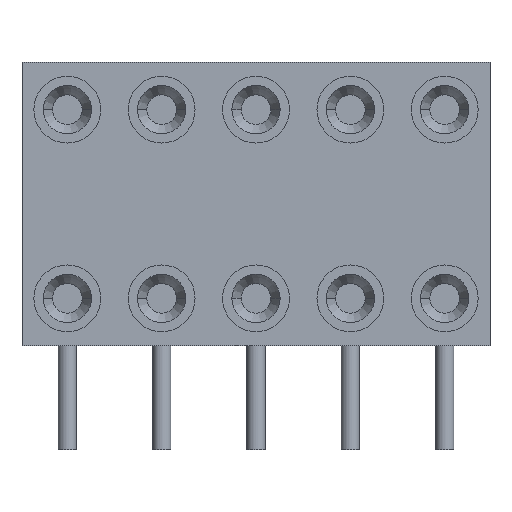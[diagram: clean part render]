
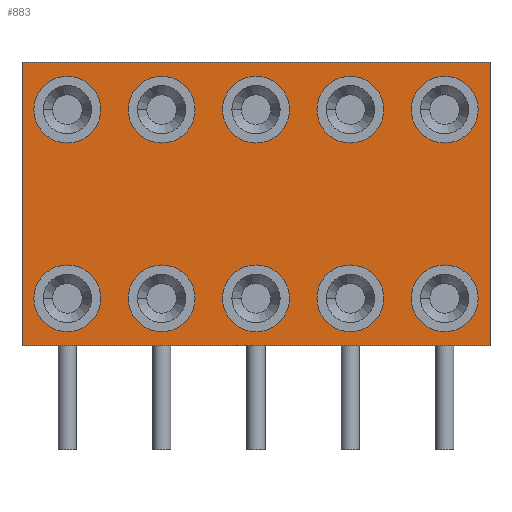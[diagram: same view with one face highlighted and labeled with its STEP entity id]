
A CAD part, left-side view. The second image highlights one B-rep face of the part: STEP entity #883.
In plain terms, the highlighted planar face has unit normal (-1, 0, 0).
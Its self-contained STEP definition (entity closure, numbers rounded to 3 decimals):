
#72=CARTESIAN_POINT('',(-7.34,5.73,6.35));
#73=VERTEX_POINT('',#72);
#89=CARTESIAN_POINT('',(-7.34,4.43,6.35));
#90=VERTEX_POINT('',#89);
#97=CARTESIAN_POINT('',(-7.34,5.08,6.35));
#98=DIRECTION('',(1.0,0.0,0.0));
#99=DIRECTION('',(0.0,1.0,0.0));
#100=AXIS2_PLACEMENT_3D('',#97,#98,#99);
#101=CIRCLE('',#100,0.65);
#102=EDGE_CURVE('',#73,#90,#101,.T.);
#114=CARTESIAN_POINT('',(-7.34,3.19,6.35));
#115=VERTEX_POINT('',#114);
#131=CARTESIAN_POINT('',(-7.34,1.89,6.35));
#132=VERTEX_POINT('',#131);
#139=CARTESIAN_POINT('',(-7.34,2.54,6.35));
#140=DIRECTION('',(-1.0,0.0,0.0));
#141=DIRECTION('',(0.0,1.0,0.0));
#142=AXIS2_PLACEMENT_3D('',#139,#140,#141);
#143=CIRCLE('',#142,0.65);
#144=EDGE_CURVE('',#132,#115,#143,.T.);
#156=CARTESIAN_POINT('',(-7.34,0.65,6.35));
#157=VERTEX_POINT('',#156);
#173=CARTESIAN_POINT('',(-7.34,-0.65,6.35));
#174=VERTEX_POINT('',#173);
#181=CARTESIAN_POINT('',(-7.34,0.,6.35));
#182=DIRECTION('',(-1.0,0.0,0.0));
#183=DIRECTION('',(0.0,1.0,0.0));
#184=AXIS2_PLACEMENT_3D('',#181,#182,#183);
#185=CIRCLE('',#184,0.65);
#186=EDGE_CURVE('',#174,#157,#185,.T.);
#198=CARTESIAN_POINT('',(-7.34,-1.89,6.35));
#199=VERTEX_POINT('',#198);
#215=CARTESIAN_POINT('',(-7.34,-3.19,6.35));
#216=VERTEX_POINT('',#215);
#223=CARTESIAN_POINT('',(-7.34,-2.54,6.35));
#224=DIRECTION('',(-1.0,0.0,0.0));
#225=DIRECTION('',(0.0,1.0,0.0));
#226=AXIS2_PLACEMENT_3D('',#223,#224,#225);
#227=CIRCLE('',#226,0.65);
#228=EDGE_CURVE('',#216,#199,#227,.T.);
#240=CARTESIAN_POINT('',(-7.34,-4.43,6.35));
#241=VERTEX_POINT('',#240);
#257=CARTESIAN_POINT('',(-7.34,-5.73,6.35));
#258=VERTEX_POINT('',#257);
#265=CARTESIAN_POINT('',(-7.34,-5.08,6.35));
#266=DIRECTION('',(-1.0,0.0,0.0));
#267=DIRECTION('',(0.0,1.0,0.0));
#268=AXIS2_PLACEMENT_3D('',#265,#266,#267);
#269=CIRCLE('',#268,0.65);
#270=EDGE_CURVE('',#258,#241,#269,.T.);
#282=CARTESIAN_POINT('',(-7.34,-4.43,1.27));
#283=VERTEX_POINT('',#282);
#299=CARTESIAN_POINT('',(-7.34,-5.73,1.27));
#300=VERTEX_POINT('',#299);
#307=CARTESIAN_POINT('',(-7.34,-5.08,1.27));
#308=DIRECTION('',(-1.0,0.0,0.0));
#309=DIRECTION('',(0.0,1.0,0.0));
#310=AXIS2_PLACEMENT_3D('',#307,#308,#309);
#311=CIRCLE('',#310,0.65);
#312=EDGE_CURVE('',#300,#283,#311,.T.);
#324=CARTESIAN_POINT('',(-7.34,-1.89,1.27));
#325=VERTEX_POINT('',#324);
#341=CARTESIAN_POINT('',(-7.34,-3.19,1.27));
#342=VERTEX_POINT('',#341);
#349=CARTESIAN_POINT('',(-7.34,-2.54,1.27));
#350=DIRECTION('',(-1.0,0.0,0.0));
#351=DIRECTION('',(0.0,1.0,0.0));
#352=AXIS2_PLACEMENT_3D('',#349,#350,#351);
#353=CIRCLE('',#352,0.65);
#354=EDGE_CURVE('',#342,#325,#353,.T.);
#366=CARTESIAN_POINT('',(-7.34,0.65,1.27));
#367=VERTEX_POINT('',#366);
#383=CARTESIAN_POINT('',(-7.34,-0.65,1.27));
#384=VERTEX_POINT('',#383);
#391=CARTESIAN_POINT('',(-7.34,0.,1.27));
#392=DIRECTION('',(-1.0,0.0,0.0));
#393=DIRECTION('',(0.0,1.0,0.0));
#394=AXIS2_PLACEMENT_3D('',#391,#392,#393);
#395=CIRCLE('',#394,0.65);
#396=EDGE_CURVE('',#384,#367,#395,.T.);
#408=CARTESIAN_POINT('',(-7.34,3.19,1.27));
#409=VERTEX_POINT('',#408);
#425=CARTESIAN_POINT('',(-7.34,1.89,1.27));
#426=VERTEX_POINT('',#425);
#433=CARTESIAN_POINT('',(-7.34,2.54,1.27));
#434=DIRECTION('',(-1.0,0.0,0.0));
#435=DIRECTION('',(0.0,1.0,0.0));
#436=AXIS2_PLACEMENT_3D('',#433,#434,#435);
#437=CIRCLE('',#436,0.65);
#438=EDGE_CURVE('',#426,#409,#437,.T.);
#450=CARTESIAN_POINT('',(-7.34,5.73,1.27));
#451=VERTEX_POINT('',#450);
#467=CARTESIAN_POINT('',(-7.34,4.43,1.27));
#468=VERTEX_POINT('',#467);
#475=CARTESIAN_POINT('',(-7.34,5.08,1.27));
#476=DIRECTION('',(-1.0,0.0,0.0));
#477=DIRECTION('',(0.0,1.0,0.0));
#478=AXIS2_PLACEMENT_3D('',#475,#476,#477);
#479=CIRCLE('',#478,0.65);
#480=EDGE_CURVE('',#468,#451,#479,.T.);
#491=CARTESIAN_POINT('',(-7.34,5.08,1.27));
#492=DIRECTION('',(-1.0,0.0,0.0));
#493=DIRECTION('',(0.0,1.0,0.0));
#494=AXIS2_PLACEMENT_3D('',#491,#492,#493);
#495=CIRCLE('',#494,0.65);
#496=EDGE_CURVE('',#451,#468,#495,.T.);
#515=CARTESIAN_POINT('',(-7.34,2.54,1.27));
#516=DIRECTION('',(-1.0,0.0,0.0));
#517=DIRECTION('',(0.0,1.0,0.0));
#518=AXIS2_PLACEMENT_3D('',#515,#516,#517);
#519=CIRCLE('',#518,0.65);
#520=EDGE_CURVE('',#409,#426,#519,.T.);
#539=CARTESIAN_POINT('',(-7.34,0.,1.27));
#540=DIRECTION('',(-1.0,0.0,0.0));
#541=DIRECTION('',(0.0,1.0,0.0));
#542=AXIS2_PLACEMENT_3D('',#539,#540,#541);
#543=CIRCLE('',#542,0.65);
#544=EDGE_CURVE('',#367,#384,#543,.T.);
#563=CARTESIAN_POINT('',(-7.34,-2.54,1.27));
#564=DIRECTION('',(-1.0,0.0,0.0));
#565=DIRECTION('',(0.0,1.0,0.0));
#566=AXIS2_PLACEMENT_3D('',#563,#564,#565);
#567=CIRCLE('',#566,0.65);
#568=EDGE_CURVE('',#325,#342,#567,.T.);
#587=CARTESIAN_POINT('',(-7.34,-5.08,1.27));
#588=DIRECTION('',(-1.0,0.0,0.0));
#589=DIRECTION('',(0.0,1.0,0.0));
#590=AXIS2_PLACEMENT_3D('',#587,#588,#589);
#591=CIRCLE('',#590,0.65);
#592=EDGE_CURVE('',#283,#300,#591,.T.);
#611=CARTESIAN_POINT('',(-7.34,-5.08,6.35));
#612=DIRECTION('',(-1.0,0.0,0.0));
#613=DIRECTION('',(0.0,1.0,0.0));
#614=AXIS2_PLACEMENT_3D('',#611,#612,#613);
#615=CIRCLE('',#614,0.65);
#616=EDGE_CURVE('',#241,#258,#615,.T.);
#635=CARTESIAN_POINT('',(-7.34,-2.54,6.35));
#636=DIRECTION('',(-1.0,0.0,0.0));
#637=DIRECTION('',(0.0,1.0,0.0));
#638=AXIS2_PLACEMENT_3D('',#635,#636,#637);
#639=CIRCLE('',#638,0.65);
#640=EDGE_CURVE('',#199,#216,#639,.T.);
#659=CARTESIAN_POINT('',(-7.34,0.,6.35));
#660=DIRECTION('',(-1.0,0.0,0.0));
#661=DIRECTION('',(0.0,1.0,0.0));
#662=AXIS2_PLACEMENT_3D('',#659,#660,#661);
#663=CIRCLE('',#662,0.65);
#664=EDGE_CURVE('',#157,#174,#663,.T.);
#683=CARTESIAN_POINT('',(-7.34,2.54,6.35));
#684=DIRECTION('',(-1.0,0.0,0.0));
#685=DIRECTION('',(0.0,1.0,0.0));
#686=AXIS2_PLACEMENT_3D('',#683,#684,#685);
#687=CIRCLE('',#686,0.65);
#688=EDGE_CURVE('',#115,#132,#687,.T.);
#707=CARTESIAN_POINT('',(-7.34,5.08,6.35));
#708=DIRECTION('',(1.0,0.0,0.0));
#709=DIRECTION('',(0.0,1.0,0.0));
#710=AXIS2_PLACEMENT_3D('',#707,#708,#709);
#711=CIRCLE('',#710,0.65);
#712=EDGE_CURVE('',#90,#73,#711,.T.);
#730=CARTESIAN_POINT('',(-7.34,6.3,7.62));
#731=VERTEX_POINT('',#730);
#740=CARTESIAN_POINT('',(-7.34,-6.3,7.62));
#741=VERTEX_POINT('',#740);
#742=CARTESIAN_POINT('',(-7.34,6.3,7.62));
#743=DIRECTION('',(0.0,-1.0,0.0));
#744=VECTOR('',#743,12.6);
#745=LINE('',#742,#744);
#746=EDGE_CURVE('',#731,#741,#745,.T.);
#770=CARTESIAN_POINT('',(-7.34,-6.3,0.0));
#771=VERTEX_POINT('',#770);
#780=CARTESIAN_POINT('',(-7.34,6.3,0.0));
#781=VERTEX_POINT('',#780);
#782=CARTESIAN_POINT('',(-7.34,6.3,0.0));
#783=DIRECTION('',(0.0,-1.0,0.0));
#784=VECTOR('',#783,12.6);
#785=LINE('',#782,#784);
#786=EDGE_CURVE('',#781,#771,#785,.T.);
#810=CARTESIAN_POINT('',(-7.34,-6.3,7.62));
#811=DIRECTION('',(0.0,0.0,-1.0));
#812=VECTOR('',#811,7.62);
#813=LINE('',#810,#812);
#814=EDGE_CURVE('',#741,#771,#813,.T.);
#827=CARTESIAN_POINT('',(-7.34,6.014,3.81));
#828=DIRECTION('',(1.0,0.0,0.0));
#829=DIRECTION('',(0.0,1.0,0.0));
#830=AXIS2_PLACEMENT_3D('',#827,#828,#829);
#831=PLANE('',#830);
#832=CARTESIAN_POINT('',(-7.34,6.3,7.62));
#833=DIRECTION('',(0.0,0.0,-1.0));
#834=VECTOR('',#833,7.62);
#835=LINE('',#832,#834);
#836=EDGE_CURVE('',#731,#781,#835,.T.);
#837=ORIENTED_EDGE('',*,*,#836,.T.);
#838=ORIENTED_EDGE('',*,*,#786,.T.);
#839=ORIENTED_EDGE('',*,*,#814,.F.);
#840=ORIENTED_EDGE('',*,*,#746,.F.);
#841=EDGE_LOOP('',(#837,#838,#839,#840));
#842=FACE_OUTER_BOUND('',#841,.T.);
#843=ORIENTED_EDGE('',*,*,#438,.F.);
#844=ORIENTED_EDGE('',*,*,#520,.F.);
#845=EDGE_LOOP('',(#843,#844));
#846=FACE_BOUND('',#845,.T.);
#847=ORIENTED_EDGE('',*,*,#354,.F.);
#848=ORIENTED_EDGE('',*,*,#568,.F.);
#849=EDGE_LOOP('',(#847,#848));
#850=FACE_BOUND('',#849,.T.);
#851=ORIENTED_EDGE('',*,*,#312,.F.);
#852=ORIENTED_EDGE('',*,*,#592,.F.);
#853=EDGE_LOOP('',(#851,#852));
#854=FACE_BOUND('',#853,.T.);
#855=ORIENTED_EDGE('',*,*,#396,.F.);
#856=ORIENTED_EDGE('',*,*,#544,.F.);
#857=EDGE_LOOP('',(#855,#856));
#858=FACE_BOUND('',#857,.T.);
#859=ORIENTED_EDGE('',*,*,#480,.F.);
#860=ORIENTED_EDGE('',*,*,#496,.F.);
#861=EDGE_LOOP('',(#859,#860));
#862=FACE_BOUND('',#861,.T.);
#863=ORIENTED_EDGE('',*,*,#228,.F.);
#864=ORIENTED_EDGE('',*,*,#640,.F.);
#865=EDGE_LOOP('',(#863,#864));
#866=FACE_BOUND('',#865,.T.);
#867=ORIENTED_EDGE('',*,*,#144,.F.);
#868=ORIENTED_EDGE('',*,*,#688,.F.);
#869=EDGE_LOOP('',(#867,#868));
#870=FACE_BOUND('',#869,.T.);
#871=ORIENTED_EDGE('',*,*,#712,.T.);
#872=ORIENTED_EDGE('',*,*,#102,.T.);
#873=EDGE_LOOP('',(#871,#872));
#874=FACE_BOUND('',#873,.T.);
#875=ORIENTED_EDGE('',*,*,#186,.F.);
#876=ORIENTED_EDGE('',*,*,#664,.F.);
#877=EDGE_LOOP('',(#875,#876));
#878=FACE_BOUND('',#877,.T.);
#879=ORIENTED_EDGE('',*,*,#270,.F.);
#880=ORIENTED_EDGE('',*,*,#616,.F.);
#881=EDGE_LOOP('',(#879,#880));
#882=FACE_BOUND('',#881,.T.);
#883=ADVANCED_FACE('',(#842,#846,#850,#854,#858,#862,#866,#870,#874,#878,#882),#831,.F.);
